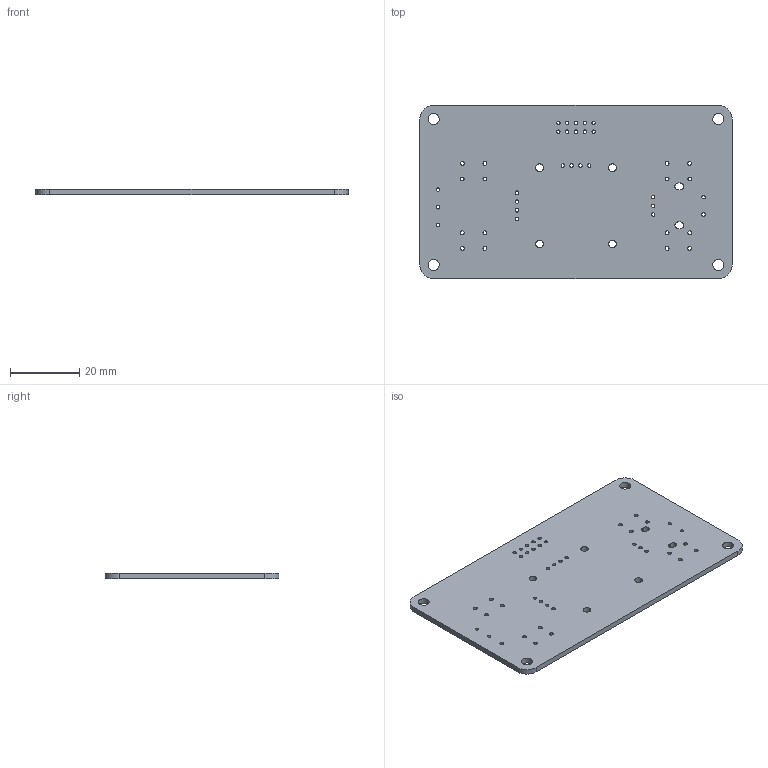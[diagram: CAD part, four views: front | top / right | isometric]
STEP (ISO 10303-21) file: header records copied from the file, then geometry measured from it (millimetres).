
FILE_DESCRIPTION(('KiCad electronic assembly'),'2;1');
FILE_NAME('keplerx-controller.step','2023-01-20T10:46:25',('Pcbnew'),( 'Kicad'),'Open CASCADE STEP processor 7.6','KiCad to STEP converter' ,'Unknown');
FILE_SCHEMA(('AUTOMOTIVE_DESIGN { 1 0 10303 214 1 1 1 1 }'));
Length unit declared in the file: millimetre
Products named in the file (2): keplerx-controller 1; keplerx-controller PCB
Assembly tree (1 placements, depth 2):
  keplerx-controller 1
    keplerx-controller PCB
Bounding box: 90 x 50 x 1.6 mm (x, y, z)
Volume: 7032 mm3; surface area: 9578 mm2
Topology: 1 solids, 1 shells, 68 faces, 198 edges, 132 vertices
Faces by surface type: cylinder 58, plane 10
Full cylindrical faces by diameter (mm): 1 x26, 1.1 x16, 2.2 x4, 3.2 x4
Entity records: 5147 total; most frequent: DIRECTION 850, CARTESIAN_POINT 796, ORIENTED_EDGE 396, PCURVE 396, DEFINITIONAL_REPRESENTATION 396, LINE 362, VECTOR 362, CIRCLE 232
